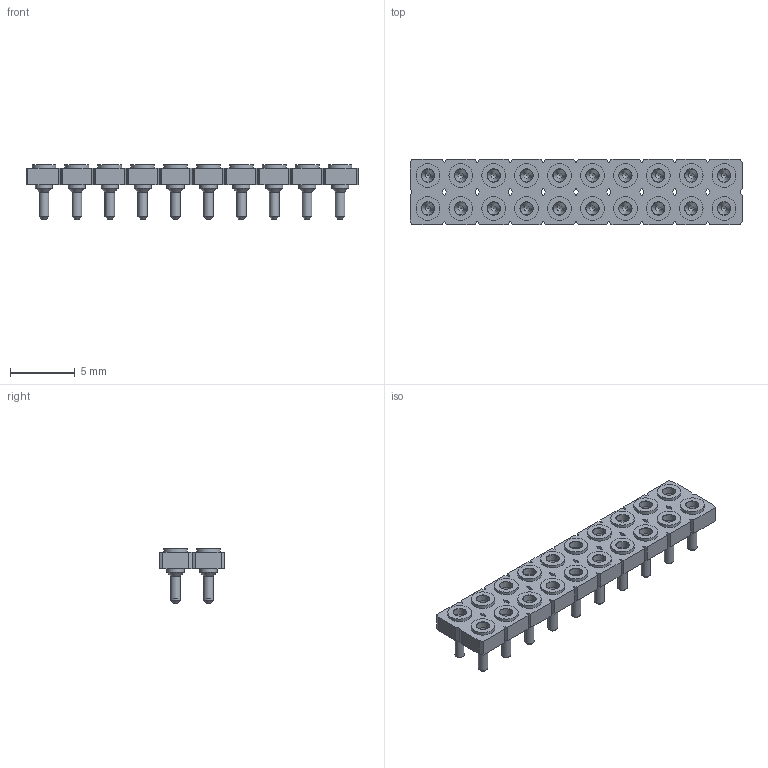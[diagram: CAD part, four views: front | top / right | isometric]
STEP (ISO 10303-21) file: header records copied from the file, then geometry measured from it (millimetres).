
FILE_DESCRIPTION(('STEP AP214'), '1');
FILE_NAME('SL-105-TT-19', '2017-07-15T12:49:14', ('Nobody'), (''), 'ASCON STEP Converter 1.3', 'ASCON Math Kernel', '');
FILE_SCHEMA(('AUTOMOTIVE_DESIGN { 1 0 10303 214 3 1 1}'));
Length unit declared in the file: millimetre
Assembly tree (20 placements, depth 2):
  (unnamed)
    (unnamed)  x20
Bounding box: 25.63 x 5.08 x 4.19 mm (x, y, z)
Volume: 178.7 mm3; surface area: 964.6 mm2
Topology: 21 solids, 21 shells, 562 faces, 1140 edges, 700 vertices
Faces by surface type: plane 226, cylinder 196, cone 140
Full cylindrical faces by diameter (mm): 0.55 x20, 0.74 x20, 1 x40, 1.32 x60, 1.83 x20
Entity records: 7855 total; most frequent: CARTESIAN_POINT 1021, DIRECTION 1016, ORIENTED_EDGE 958, EDGE_CURVE 479, LINE 348, VECTOR 348, VERTEX_POINT 339, AXIS2_PLACEMENT_3D 334
